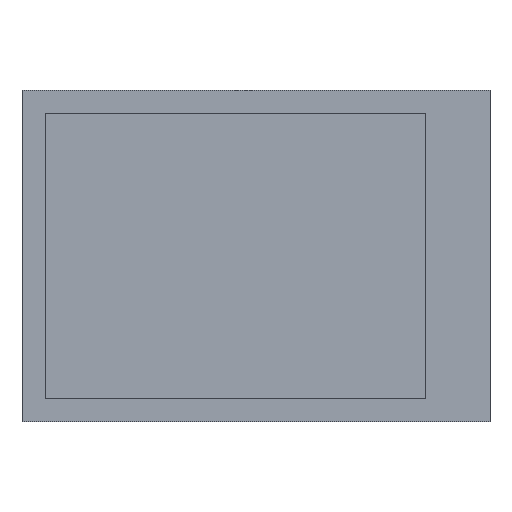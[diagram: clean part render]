
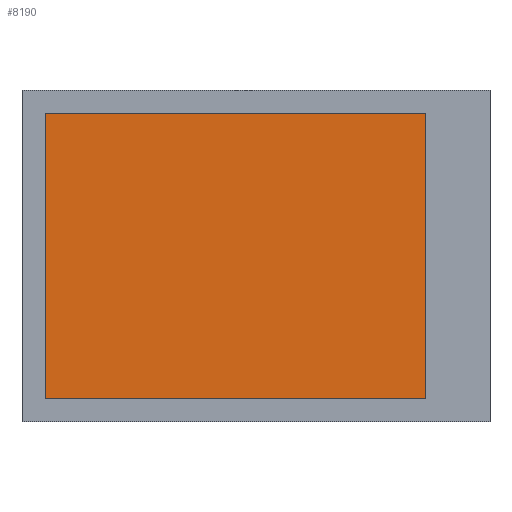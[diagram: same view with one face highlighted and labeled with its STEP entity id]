
A CAD part, top view. The second image highlights one B-rep face of the part: STEP entity #8190.
In plain terms, the highlighted planar face has unit normal (0, 0, 1).
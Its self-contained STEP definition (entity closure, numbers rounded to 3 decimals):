
#4152 = PLANE('',#4153);
#4153 = AXIS2_PLACEMENT_3D('',#4154,#4155,#4156);
#4154 = CARTESIAN_POINT('',(3.,3.,2.6));
#4155 = DIRECTION('',(0.,-1.,0.));
#4156 = DIRECTION('',(1.,0.,0.));
#4180 = PLANE('',#4181);
#4181 = AXIS2_PLACEMENT_3D('',#4182,#4183,#4184);
#4182 = CARTESIAN_POINT('',(3.,39.72,2.6));
#4183 = DIRECTION('',(-1.,0.,0.));
#4184 = DIRECTION('',(0.,-1.,0.));
#4208 = PLANE('',#4209);
#4209 = AXIS2_PLACEMENT_3D('',#4210,#4211,#4212);
#4210 = CARTESIAN_POINT('',(51.96,39.72,2.6));
#4211 = DIRECTION('',(0.,1.,0.));
#4212 = DIRECTION('',(-1.,0.,0.));
#4234 = PLANE('',#4235);
#4235 = AXIS2_PLACEMENT_3D('',#4236,#4237,#4238);
#4236 = CARTESIAN_POINT('',(51.96,3.,2.6));
#4237 = DIRECTION('',(1.,0.,0.));
#4238 = DIRECTION('',(0.,1.,0.));
#7868 = VERTEX_POINT('',#7869);
#7869 = CARTESIAN_POINT('',(3.,3.,2.5));
#7890 = EDGE_CURVE('',#7868,#7891,#7893,.T.);
#7891 = VERTEX_POINT('',#7892);
#7892 = CARTESIAN_POINT('',(51.96,3.,2.5));
#7893 = SURFACE_CURVE('',#7894,(#7898,#7905),.PCURVE_S1.);
#7894 = LINE('',#7895,#7896);
#7895 = CARTESIAN_POINT('',(3.,3.,2.5));
#7896 = VECTOR('',#7897,1.);
#7897 = DIRECTION('',(1.,0.,0.));
#7898 = PCURVE('',#4152,#7899);
#7899 = DEFINITIONAL_REPRESENTATION('',(#7900),#7904);
#7900 = LINE('',#7901,#7902);
#7901 = CARTESIAN_POINT('',(0.,-0.1));
#7902 = VECTOR('',#7903,1.);
#7903 = DIRECTION('',(1.,0.));
#7904 = ( GEOMETRIC_REPRESENTATION_CONTEXT(2) 
PARAMETRIC_REPRESENTATION_CONTEXT() REPRESENTATION_CONTEXT('2D SPACE',''
  ) );
#7905 = PCURVE('',#7906,#7911);
#7906 = PLANE('',#7907);
#7907 = AXIS2_PLACEMENT_3D('',#7908,#7909,#7910);
#7908 = CARTESIAN_POINT('',(27.48,21.36,2.5));
#7909 = DIRECTION('',(0.,0.,1.));
#7910 = DIRECTION('',(1.,0.,0.));
#7911 = DEFINITIONAL_REPRESENTATION('',(#7912),#7916);
#7912 = LINE('',#7913,#7914);
#7913 = CARTESIAN_POINT('',(-24.48,-18.36));
#7914 = VECTOR('',#7915,1.);
#7915 = DIRECTION('',(1.,0.));
#7916 = ( GEOMETRIC_REPRESENTATION_CONTEXT(2) 
PARAMETRIC_REPRESENTATION_CONTEXT() REPRESENTATION_CONTEXT('2D SPACE',''
  ) );
#7944 = EDGE_CURVE('',#7891,#7945,#7947,.T.);
#7945 = VERTEX_POINT('',#7946);
#7946 = CARTESIAN_POINT('',(51.96,39.72,2.5));
#7947 = SURFACE_CURVE('',#7948,(#7952,#7959),.PCURVE_S1.);
#7948 = LINE('',#7949,#7950);
#7949 = CARTESIAN_POINT('',(51.96,3.,2.5));
#7950 = VECTOR('',#7951,1.);
#7951 = DIRECTION('',(0.,1.,0.));
#7952 = PCURVE('',#4234,#7953);
#7953 = DEFINITIONAL_REPRESENTATION('',(#7954),#7958);
#7954 = LINE('',#7955,#7956);
#7955 = CARTESIAN_POINT('',(0.,-0.1));
#7956 = VECTOR('',#7957,1.);
#7957 = DIRECTION('',(1.,0.));
#7958 = ( GEOMETRIC_REPRESENTATION_CONTEXT(2) 
PARAMETRIC_REPRESENTATION_CONTEXT() REPRESENTATION_CONTEXT('2D SPACE',''
  ) );
#7959 = PCURVE('',#7906,#7960);
#7960 = DEFINITIONAL_REPRESENTATION('',(#7961),#7965);
#7961 = LINE('',#7962,#7963);
#7962 = CARTESIAN_POINT('',(24.48,-18.36));
#7963 = VECTOR('',#7964,1.);
#7964 = DIRECTION('',(0.,1.));
#7965 = ( GEOMETRIC_REPRESENTATION_CONTEXT(2) 
PARAMETRIC_REPRESENTATION_CONTEXT() REPRESENTATION_CONTEXT('2D SPACE',''
  ) );
#7993 = EDGE_CURVE('',#7945,#7994,#7996,.T.);
#7994 = VERTEX_POINT('',#7995);
#7995 = CARTESIAN_POINT('',(3.,39.72,2.5));
#7996 = SURFACE_CURVE('',#7997,(#8001,#8008),.PCURVE_S1.);
#7997 = LINE('',#7998,#7999);
#7998 = CARTESIAN_POINT('',(51.96,39.72,2.5));
#7999 = VECTOR('',#8000,1.);
#8000 = DIRECTION('',(-1.,0.,0.));
#8001 = PCURVE('',#4208,#8002);
#8002 = DEFINITIONAL_REPRESENTATION('',(#8003),#8007);
#8003 = LINE('',#8004,#8005);
#8004 = CARTESIAN_POINT('',(0.,-0.1));
#8005 = VECTOR('',#8006,1.);
#8006 = DIRECTION('',(1.,0.));
#8007 = ( GEOMETRIC_REPRESENTATION_CONTEXT(2) 
PARAMETRIC_REPRESENTATION_CONTEXT() REPRESENTATION_CONTEXT('2D SPACE',''
  ) );
#8008 = PCURVE('',#7906,#8009);
#8009 = DEFINITIONAL_REPRESENTATION('',(#8010),#8014);
#8010 = LINE('',#8011,#8012);
#8011 = CARTESIAN_POINT('',(24.48,18.36));
#8012 = VECTOR('',#8013,1.);
#8013 = DIRECTION('',(-1.,0.));
#8014 = ( GEOMETRIC_REPRESENTATION_CONTEXT(2) 
PARAMETRIC_REPRESENTATION_CONTEXT() REPRESENTATION_CONTEXT('2D SPACE',''
  ) );
#8042 = EDGE_CURVE('',#7994,#7868,#8043,.T.);
#8043 = SURFACE_CURVE('',#8044,(#8048,#8055),.PCURVE_S1.);
#8044 = LINE('',#8045,#8046);
#8045 = CARTESIAN_POINT('',(3.,39.72,2.5));
#8046 = VECTOR('',#8047,1.);
#8047 = DIRECTION('',(0.,-1.,0.));
#8048 = PCURVE('',#4180,#8049);
#8049 = DEFINITIONAL_REPRESENTATION('',(#8050),#8054);
#8050 = LINE('',#8051,#8052);
#8051 = CARTESIAN_POINT('',(0.,-0.1));
#8052 = VECTOR('',#8053,1.);
#8053 = DIRECTION('',(1.,0.));
#8054 = ( GEOMETRIC_REPRESENTATION_CONTEXT(2) 
PARAMETRIC_REPRESENTATION_CONTEXT() REPRESENTATION_CONTEXT('2D SPACE',''
  ) );
#8055 = PCURVE('',#7906,#8056);
#8056 = DEFINITIONAL_REPRESENTATION('',(#8057),#8061);
#8057 = LINE('',#8058,#8059);
#8058 = CARTESIAN_POINT('',(-24.48,18.36));
#8059 = VECTOR('',#8060,1.);
#8060 = DIRECTION('',(0.,-1.));
#8061 = ( GEOMETRIC_REPRESENTATION_CONTEXT(2) 
PARAMETRIC_REPRESENTATION_CONTEXT() REPRESENTATION_CONTEXT('2D SPACE',''
  ) );
#8190 = ADVANCED_FACE('',(#8191),#7906,.T.);
#8191 = FACE_BOUND('',#8192,.T.);
#8192 = EDGE_LOOP('',(#8193,#8194,#8195,#8196));
#8193 = ORIENTED_EDGE('',*,*,#7890,.T.);
#8194 = ORIENTED_EDGE('',*,*,#7944,.T.);
#8195 = ORIENTED_EDGE('',*,*,#7993,.T.);
#8196 = ORIENTED_EDGE('',*,*,#8042,.T.);
